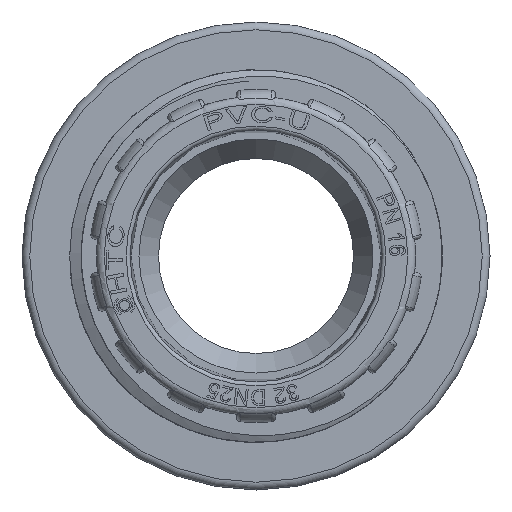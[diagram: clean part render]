
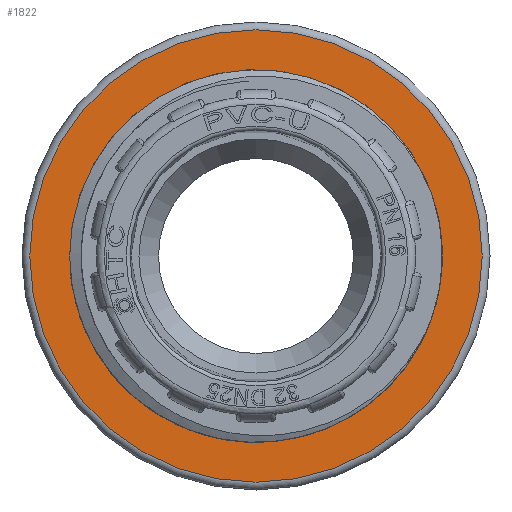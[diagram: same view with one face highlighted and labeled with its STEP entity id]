
A CAD part, front view. The second image highlights one B-rep face of the part: STEP entity #1822.
In plain terms, the highlighted planar face has unit normal (0, -1, 0).
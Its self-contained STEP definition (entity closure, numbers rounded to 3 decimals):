
#1822=ADVANCED_FACE('',(#4033,#4034),#2396,.T.);
#2396=PLANE('',#15873);
#4033=FACE_BOUND('',#4590,.T.);
#4034=FACE_BOUND('',#4591,.T.);
#4590=EDGE_LOOP('',(#8002));
#4591=EDGE_LOOP('',(#8003));
#5280=CIRCLE('',#15870,23.902);
#5281=CIRCLE('',#15872,29.);
#8002=ORIENTED_EDGE('',*,*,#12810,.T.);
#8003=ORIENTED_EDGE('',*,*,#12809,.T.);
#10930=VERTEX_POINT('',#32061);
#10931=VERTEX_POINT('',#32576);
#12809=EDGE_CURVE('',#10930,#10930,#5280,.T.);
#12810=EDGE_CURVE('',#10931,#10931,#5281,.T.);
#15870=AXIS2_PLACEMENT_3D('',#32060,#17945,#17946);
#15872=AXIS2_PLACEMENT_3D('',#32575,#17949,#17950);
#15873=AXIS2_PLACEMENT_3D('',#32577,#17951,#17952);
#17945=DIRECTION('',(0.,1.,0.));
#17946=DIRECTION('',(-1.,0.,0.));
#17949=DIRECTION('',(0.,-1.,0.));
#17950=DIRECTION('',(-1.,0.,0.));
#17951=DIRECTION('',(0.,-1.,0.));
#17952=DIRECTION('',(-1.,0.,0.));
#32060=CARTESIAN_POINT('',(507.625,102.475,0.));
#32061=CARTESIAN_POINT('',(483.724,102.475,0.));
#32575=CARTESIAN_POINT('',(507.625,102.475,0.));
#32576=CARTESIAN_POINT('',(478.625,102.475,0.));
#32577=CARTESIAN_POINT('',(507.625,102.475,0.));
